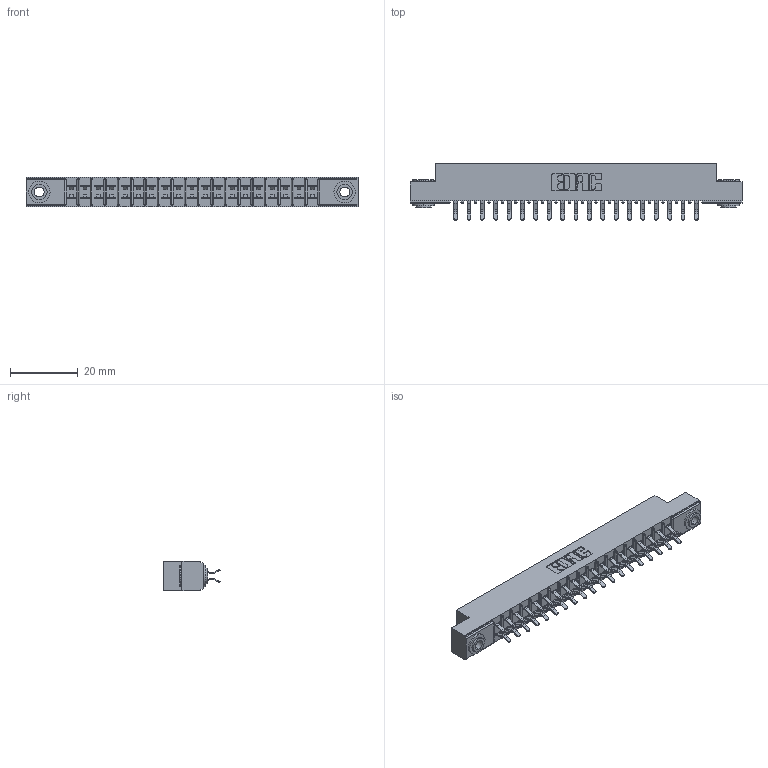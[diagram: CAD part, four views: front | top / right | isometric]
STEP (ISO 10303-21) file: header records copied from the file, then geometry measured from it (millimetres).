
FILE_DESCRIPTION (( 'STEP AP203' ), '1' );
FILE_NAME ('355-038-556-203.STEP', '2019-09-11T10:50:04', ( '' ), ( '' ), 'SwSTEP 2.0', 'SolidWorks 2016', '' );
FILE_SCHEMA (( 'CONFIG_CONTROL_DESIGN' ));
Length unit declared in the file: inch
Products named in the file (4): 305-290-001_556; 305 Part_.156 Dia; 355-038-556-203; 345-250-002_345-250-002-102
Assembly tree (41 placements, depth 2):
  355-038-556-203
    305 Part_.156 Dia
    305-290-001_556  x38
    345-250-002_345-250-002-102  x2
Bounding box: 98.3 x 16.64 x 8.71 mm (x, y, z)
Volume: 6161.1 mm3; surface area: 11730.1 mm2
Topology: 41 solids, 41 shells, 2296 faces, 6565 edges, 4270 vertices
Faces by surface type: plane 1270, cylinder 942, sphere 76, cone 8
Entity records: 24659 total; most frequent: CARTESIAN_POINT 4064, ORIENTED_EDGE 4022, DIRECTION 3969, EDGE_CURVE 2011, VECTOR 1587, LINE 1587, VERTEX_POINT 1286, AXIS2_PLACEMENT_3D 1191
